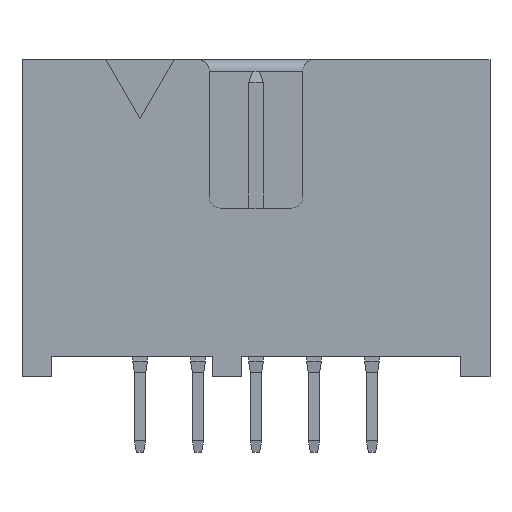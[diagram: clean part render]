
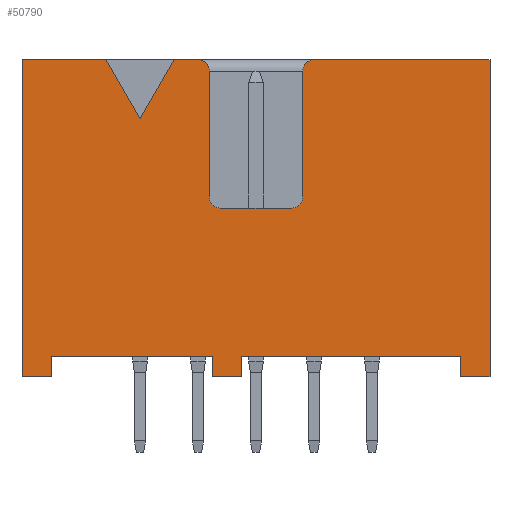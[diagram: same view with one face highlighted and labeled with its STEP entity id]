
A CAD part, front view. The second image highlights one B-rep face of the part: STEP entity #50790.
In plain terms, the highlighted planar face has unit normal (0, -1, 0).
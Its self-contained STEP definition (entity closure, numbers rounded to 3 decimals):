
#6140=CARTESIAN_POINT('',(-7.68,-4.25,-13.));
#6150=VERTEX_POINT('',#6140);
#6180=CARTESIAN_POINT('',(5.08,-4.25,-13.));
#6190=DIRECTION('',(-1.,0.,0.));
#6200=VECTOR('',#6190,1.);
#6210=LINE('',#6180,#6200);
#6220=CARTESIAN_POINT('',(-0.65,-4.25,-13.));
#6230=VERTEX_POINT('',#6220);
#6240=EDGE_CURVE('',#6230,#6150,#6210,.T.);
#6460=CARTESIAN_POINT('',(0.65,-4.25,-13.));
#6470=VERTEX_POINT('',#6460);
#6500=CARTESIAN_POINT('',(-5.07,-4.25,-13.));
#6510=DIRECTION('',(1.,0.,0.));
#6520=VECTOR('',#6510,1.);
#6530=LINE('',#6500,#6520);
#6540=CARTESIAN_POINT('',(10.22,-4.25,-13.));
#6550=VERTEX_POINT('',#6540);
#6560=EDGE_CURVE('',#6470,#6550,#6530,.T.);
#12750=CARTESIAN_POINT('',(-3.81,-4.25,-2.598));
#12760=VERTEX_POINT('',#12750);
#12930=CARTESIAN_POINT('',(-2.31,-4.25,0.));
#12940=VERTEX_POINT('',#12930);
#12970=CARTESIAN_POINT('',(-2.31,-4.25,0.));
#12980=DIRECTION('',(0.5,0.,0.866));
#12990=VECTOR('',#12980,1.);
#13000=LINE('',#12970,#12990);
#13010=EDGE_CURVE('',#12760,#12940,#13000,.T.);
#16980=CARTESIAN_POINT('',(-1.28,-4.25,0.));
#16990=VERTEX_POINT('',#16980);
#17020=CARTESIAN_POINT('',(-2.54,-4.25,0.));
#17030=DIRECTION('',(1.,0.,0.));
#17040=VECTOR('',#17030,1.);
#17050=LINE('',#17020,#17040);
#17060=EDGE_CURVE('',#12940,#16990,#17050,.T.);
#17210=CARTESIAN_POINT('',(-5.31,-4.25,0.));
#17220=VERTEX_POINT('',#17210);
#17250=CARTESIAN_POINT('',(5.08,-4.25,0.));
#17260=DIRECTION('',(-1.,0.,0.));
#17270=VECTOR('',#17260,1.);
#17280=LINE('',#17250,#17270);
#17290=CARTESIAN_POINT('',(-8.98,-4.25,0.));
#17300=VERTEX_POINT('',#17290);
#17310=EDGE_CURVE('',#17220,#17300,#17280,.T.);
#19850=CARTESIAN_POINT('',(11.52,-4.25,0.));
#19860=VERTEX_POINT('',#19850);
#19890=CARTESIAN_POINT('',(-5.08,-4.25,0.));
#19900=DIRECTION('',(1.,0.,0.));
#19910=VECTOR('',#19900,1.);
#19920=LINE('',#19890,#19910);
#19930=CARTESIAN_POINT('',(3.82,-4.25,0.));
#19940=VERTEX_POINT('',#19930);
#19950=EDGE_CURVE('',#19940,#19860,#19920,.T.);
#21710=CARTESIAN_POINT('',(0.65,-4.25,-13.9));
#21720=VERTEX_POINT('',#21710);
#21750=CARTESIAN_POINT('',(0.65,-4.25,0.));
#21760=DIRECTION('',(0.,0.,1.));
#21770=VECTOR('',#21760,1.);
#21780=LINE('',#21750,#21770);
#21790=EDGE_CURVE('',#21720,#6470,#21780,.T.);
#22800=CARTESIAN_POINT('',(-0.65,-4.25,-13.9));
#22810=VERTEX_POINT('',#22800);
#22840=CARTESIAN_POINT('',(-7.62,-4.25,-13.9));
#22850=DIRECTION('',(1.,0.,0.));
#22860=VECTOR('',#22850,1.);
#22870=LINE('',#22840,#22860);
#22880=EDGE_CURVE('',#22810,#21720,#22870,.T.);
#24290=CARTESIAN_POINT('',(3.82,-4.25,-0.5));
#24300=DIRECTION('',(0.,1.,0.));
#24310=DIRECTION('',(1.,0.,0.));
#24320=AXIS2_PLACEMENT_3D('',#24290,#24300,#24310);
#24330=CIRCLE('',#24320,0.5);
#24340=CARTESIAN_POINT('',(3.32,-4.25,-0.5));
#24350=VERTEX_POINT('',#24340);
#24360=EDGE_CURVE('',#24350,#19940,#24330,.T.);
#25790=CARTESIAN_POINT('',(3.32,-4.25,0.));
#25800=DIRECTION('',(0.,0.,-1.));
#25810=VECTOR('',#25800,1.);
#25820=LINE('',#25790,#25810);
#25830=CARTESIAN_POINT('',(3.32,-4.25,-6.));
#25840=VERTEX_POINT('',#25830);
#25850=EDGE_CURVE('',#24350,#25840,#25820,.T.);
#26100=CARTESIAN_POINT('',(-0.65,-4.25,0.));
#26110=DIRECTION('',(0.,0.,-1.));
#26120=VECTOR('',#26110,1.);
#26130=LINE('',#26100,#26120);
#26140=EDGE_CURVE('',#6230,#22810,#26130,.T.);
#29130=CARTESIAN_POINT('',(-1.28,-4.25,-0.5));
#29140=DIRECTION('',(0.,1.,0.));
#29150=DIRECTION('',(1.,0.,0.));
#29160=AXIS2_PLACEMENT_3D('',#29130,#29140,#29150);
#29170=CIRCLE('',#29160,0.5);
#29180=CARTESIAN_POINT('',(-0.78,-4.25,-0.5));
#29190=VERTEX_POINT('',#29180);
#29200=EDGE_CURVE('',#16990,#29190,#29170,.T.);
#31690=CARTESIAN_POINT('',(-0.78,-4.25,-6.));
#31700=VERTEX_POINT('',#31690);
#31730=CARTESIAN_POINT('',(-0.78,-4.25,0.));
#31740=DIRECTION('',(0.,0.,-1.));
#31750=VECTOR('',#31740,1.);
#31760=LINE('',#31730,#31750);
#31770=EDGE_CURVE('',#29190,#31700,#31760,.T.);
#39550=CARTESIAN_POINT('',(2.82,-4.25,-6.));
#39560=DIRECTION('',(0.,1.,0.));
#39570=DIRECTION('',(1.,0.,0.));
#39580=AXIS2_PLACEMENT_3D('',#39550,#39560,#39570);
#39590=CIRCLE('',#39580,0.5);
#39600=CARTESIAN_POINT('',(2.82,-4.25,-6.5));
#39610=VERTEX_POINT('',#39600);
#39620=EDGE_CURVE('',#25840,#39610,#39590,.T.);
#42840=CARTESIAN_POINT('',(-8.98,-4.25,0.));
#42850=DIRECTION('',(0.,0.,-1.));
#42860=VECTOR('',#42850,1.);
#42870=LINE('',#42840,#42860);
#42880=CARTESIAN_POINT('',(-8.98,-4.25,-13.9));
#42890=VERTEX_POINT('',#42880);
#42900=EDGE_CURVE('',#17300,#42890,#42870,.T.);
#46310=CARTESIAN_POINT('',(-7.62,-4.25,-6.5));
#46320=DIRECTION('',(1.,0.,0.));
#46330=VECTOR('',#46320,1.);
#46340=LINE('',#46310,#46330);
#46350=CARTESIAN_POINT('',(-0.28,-4.25,-6.5));
#46360=VERTEX_POINT('',#46350);
#46370=EDGE_CURVE('',#46360,#39610,#46340,.T.);
#49620=CARTESIAN_POINT('',(-5.31,-4.25,0.));
#49630=DIRECTION('',(0.5,0.,-0.866));
#49640=VECTOR('',#49630,1.);
#49650=LINE('',#49620,#49640);
#49660=EDGE_CURVE('',#17220,#12760,#49650,.T.);
#50120=CARTESIAN_POINT('',(-11.52,-4.25,0.));
#50130=DIRECTION('',(-0.,-1.,-0.));
#50140=DIRECTION('',(-1.,0.,0.));
#50150=AXIS2_PLACEMENT_3D('',#50120,#50130,#50140);
#50160=PLANE('',#50150);
#50170=ORIENTED_EDGE('',*,*,#29200,.F.);
#50180=ORIENTED_EDGE('',*,*,#31770,.F.);
#50190=CARTESIAN_POINT('',(-0.28,-4.25,-6.));
#50200=DIRECTION('',(0.,1.,0.));
#50210=DIRECTION('',(1.,0.,0.));
#50220=AXIS2_PLACEMENT_3D('',#50190,#50200,#50210);
#50230=CIRCLE('',#50220,0.5);
#50240=EDGE_CURVE('',#46360,#31700,#50230,.T.);
#50250=ORIENTED_EDGE('',*,*,#50240,.T.);
#50260=ORIENTED_EDGE('',*,*,#46370,.F.);
#50270=ORIENTED_EDGE('',*,*,#39620,.T.);
#50280=ORIENTED_EDGE('',*,*,#25850,.T.);
#50290=ORIENTED_EDGE('',*,*,#24360,.F.);
#50300=ORIENTED_EDGE('',*,*,#19950,.F.);
#50310=CARTESIAN_POINT('',(11.52,-4.25,0.));
#50320=DIRECTION('',(0.,0.,-1.));
#50330=VECTOR('',#50320,1.);
#50340=LINE('',#50310,#50330);
#50350=CARTESIAN_POINT('',(11.52,-4.25,-13.9));
#50360=VERTEX_POINT('',#50350);
#50370=EDGE_CURVE('',#19860,#50360,#50340,.T.);
#50380=ORIENTED_EDGE('',*,*,#50370,.F.);
#50390=CARTESIAN_POINT('',(-2.53,-4.25,-13.9));
#50400=DIRECTION('',(-1.,0.,0.));
#50410=VECTOR('',#50400,1.);
#50420=LINE('',#50390,#50410);
#50430=CARTESIAN_POINT('',(10.22,-4.25,-13.9));
#50440=VERTEX_POINT('',#50430);
#50450=EDGE_CURVE('',#50360,#50440,#50420,.T.);
#50460=ORIENTED_EDGE('',*,*,#50450,.F.);
#50470=CARTESIAN_POINT('',(10.22,-4.25,0.));
#50480=DIRECTION('',(0.,0.,1.));
#50490=VECTOR('',#50480,1.);
#50500=LINE('',#50470,#50490);
#50510=EDGE_CURVE('',#50440,#6550,#50500,.T.);
#50520=ORIENTED_EDGE('',*,*,#50510,.F.);
#50530=ORIENTED_EDGE('',*,*,#6560,.T.);
#50540=ORIENTED_EDGE('',*,*,#21790,.T.);
#50550=ORIENTED_EDGE('',*,*,#22880,.T.);
#50560=ORIENTED_EDGE('',*,*,#26140,.T.);
#50570=ORIENTED_EDGE('',*,*,#6240,.F.);
#50580=CARTESIAN_POINT('',(-7.68,-4.25,0.));
#50590=DIRECTION('',(0.,0.,1.));
#50600=VECTOR('',#50590,1.);
#50610=LINE('',#50580,#50600);
#50620=CARTESIAN_POINT('',(-7.68,-4.25,-13.9));
#50630=VERTEX_POINT('',#50620);
#50640=EDGE_CURVE('',#50630,#6150,#50610,.T.);
#50650=ORIENTED_EDGE('',*,*,#50640,.T.);
#50660=CARTESIAN_POINT('',(5.07,-4.25,-13.9));
#50670=DIRECTION('',(1.,0.,0.));
#50680=VECTOR('',#50670,1.);
#50690=LINE('',#50660,#50680);
#50700=EDGE_CURVE('',#42890,#50630,#50690,.T.);
#50710=ORIENTED_EDGE('',*,*,#50700,.T.);
#50720=ORIENTED_EDGE('',*,*,#42900,.T.);
#50730=ORIENTED_EDGE('',*,*,#17310,.T.);
#50740=ORIENTED_EDGE('',*,*,#49660,.F.);
#50750=ORIENTED_EDGE('',*,*,#13010,.F.);
#50760=ORIENTED_EDGE('',*,*,#17060,.F.);
#50770=EDGE_LOOP('',(#50760,#50750,#50740,#50730,#50720,#50710,#50650,
#50570,#50560,#50550,#50540,#50530,#50520,#50460,#50380,#50300,#50290,
#50280,#50270,#50260,#50250,#50180,#50170));
#50780=FACE_OUTER_BOUND('',#50770,.T.);
#50790=ADVANCED_FACE('',(#50780),#50160,.T.);
